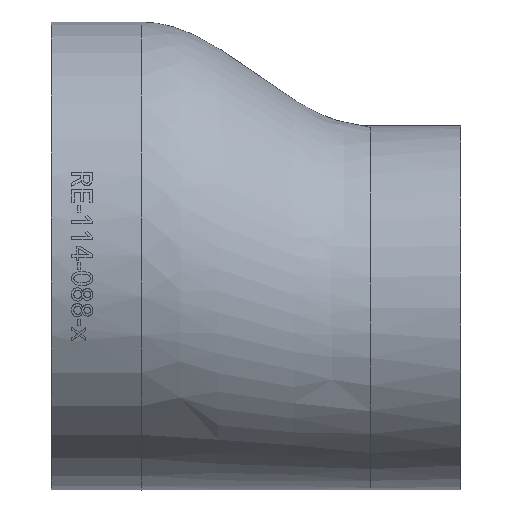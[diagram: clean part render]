
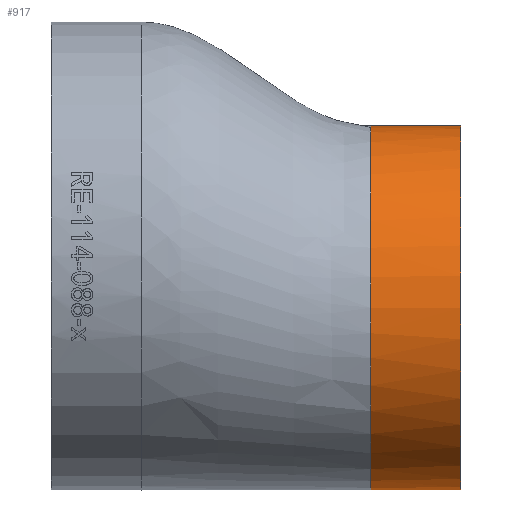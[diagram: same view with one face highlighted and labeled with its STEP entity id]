
A CAD part, top view. The second image highlights one B-rep face of the part: STEP entity #917.
In plain terms, the highlighted cylindrical face has radius 44.45 mm (diameter 88.9 mm), a full revolution.
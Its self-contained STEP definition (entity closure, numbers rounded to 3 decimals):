
#18 = CARTESIAN_POINT ( 'NONE',  ( 78., 18.773, 31.473 ) ) ;
#126 = CARTESIAN_POINT ( 'NONE',  ( 78., 4.627, 41.017 ) ) ;
#225 = CARTESIAN_POINT ( 'NONE',  ( 78., 26.441, 21.217 ) ) ;
#323 = CARTESIAN_POINT ( 'NONE',  ( 78., -55.217, -13.243 ) ) ;
#917 = ADVANCED_FACE ( 'NONE', ( #17925, #1253 ), #3988, .T. ) ;
#1043 = CARTESIAN_POINT ( 'NONE',  ( 78., 8.518, -39.141 ) ) ;
#1253 = FACE_OUTER_BOUND ( 'NONE', #7052, .T. ) ;
#1412 = ORIENTED_EDGE ( 'NONE', *, *, #1630, .T. ) ;
#1425 = CARTESIAN_POINT ( 'NONE',  ( 78., 26.441, -21.217 ) ) ;
#1528 = CARTESIAN_POINT ( 'NONE',  ( 78., -56.317, 8.975 ) ) ;
#1627 = CARTESIAN_POINT ( 'NONE',  ( 78., 30.917, 8.979 ) ) ;
#1630 = EDGE_CURVE ( 'NONE', #3487, #3487, #11708, .T. ) ;
#1730 = CARTESIAN_POINT ( 'NONE',  ( 78., 12.185, 36.91 ) ) ;
#2559 = CARTESIAN_POINT ( 'NONE',  ( 78., 21.646, -28.312 ) ) ;
#2584 = EDGE_CURVE ( 'NONE', #6545, #6545, #19622, .T. ) ;
#2852 = CARTESIAN_POINT ( 'NONE',  ( 78., 31.75, 0. ) ) ;
#3044 = CARTESIAN_POINT ( 'NONE',  ( 78., -53.717, -17.327 ) ) ;
#3243 = CARTESIAN_POINT ( 'NONE',  ( 78., -53.717, 17.327 ) ) ;
#3340 = CARTESIAN_POINT ( 'NONE',  ( 78., -30.027, 41.017 ) ) ;
#3444 = CARTESIAN_POINT ( 'NONE',  ( 78., 29.817, 13.241 ) ) ;
#3487 = VERTEX_POINT ( 'NONE', #18640 ) ;
#3988 = CYLINDRICAL_SURFACE ( 'NONE', #17586, 44.45 ) ;
#4262 = CARTESIAN_POINT ( 'NONE',  ( 78., 0.543, -42.517 ) ) ;
#4562 = CARTESIAN_POINT ( 'NONE',  ( 78., -56.994, 4.572 ) ) ;
#4768 = CARTESIAN_POINT ( 'NONE',  ( 78., -44.173, 31.473 ) ) ;
#4873 = CARTESIAN_POINT ( 'NONE',  ( 78., 31.75, 1.533 ) ) ;
#4977 = CARTESIAN_POINT ( 'NONE',  ( 78., -33.918, 39.141 ) ) ;
#5698 = CARTESIAN_POINT ( 'NONE',  ( 78., -17.272, -44.294 ) ) ;
#6016 = DIRECTION ( 'NONE',  ( 0., 0., 1. ) ) ;
#6086 = CARTESIAN_POINT ( 'NONE',  ( 78., -44.173, -31.473 ) ) ;
#6187 = CARTESIAN_POINT ( 'NONE',  ( 78., -25.943, -42.517 ) ) ;
#6295 = CARTESIAN_POINT ( 'NONE',  ( 78., -51.841, 21.218 ) ) ;
#6499 = CARTESIAN_POINT ( 'NONE',  ( 78., -41.012, 34.346 ) ) ;
#6545 = VERTEX_POINT ( 'NONE', #14076 ) ;
#7052 = EDGE_LOOP ( 'NONE', ( #14957 ) ) ;
#7222 = CARTESIAN_POINT ( 'NONE',  ( 78., -3.725, -43.617 ) ) ;
#7414 = CARTESIAN_POINT ( 'NONE',  ( 78., -8.128, -44.294 ) ) ;
#7611 = CARTESIAN_POINT ( 'NONE',  ( 78., 28.317, -17.328 ) ) ;
#7706 = CARTESIAN_POINT ( 'NONE',  ( 78., -55.217, 13.243 ) ) ;
#7808 = CARTESIAN_POINT ( 'NONE',  ( 78., 31.75, 0. ) ) ;
#7912 = CARTESIAN_POINT ( 'NONE',  ( 78., -33.918, -39.141 ) ) ;
#8846 = CARTESIAN_POINT ( 'NONE',  ( 78., 31.594, -4.564 ) ) ;
#9245 = CARTESIAN_POINT ( 'NONE',  ( 78., 21.646, 28.312 ) ) ;
#9270 = CARTESIAN_POINT ( 'NONE',  ( 74.827, -12.7, 0. ) ) ;
#9348 = CARTESIAN_POINT ( 'NONE',  ( 78., -41.012, -34.346 ) ) ;
#9446 = CARTESIAN_POINT ( 'NONE',  ( 78., -12.7, 44.528 ) ) ;
#9554 = CARTESIAN_POINT ( 'NONE',  ( 78., -3.725, 43.617 ) ) ;
#9655 = CARTESIAN_POINT ( 'NONE',  ( 78., -30.027, -41.017 ) ) ;
#10382 = CARTESIAN_POINT ( 'NONE',  ( 78., 30.917, -8.979 ) ) ;
#10771 = CARTESIAN_POINT ( 'NONE',  ( 78., 31.594, 4.564 ) ) ;
#10977 = CARTESIAN_POINT ( 'NONE',  ( 78., -37.585, 36.91 ) ) ;
#11081 = CARTESIAN_POINT ( 'NONE',  ( 78., -56.317, -8.975 ) ) ;
#11184 = CARTESIAN_POINT ( 'NONE',  ( 78., 8.518, 39.141 ) ) ;
#11708 = CIRCLE ( 'NONE', #12355, 44.45 ) ;
#11742 = DIRECTION ( 'NONE',  ( -1., 0., 0. ) ) ;
#11815 = CARTESIAN_POINT ( 'NONE',  ( 78., 18.773, -31.473 ) ) ;
#12313 = CARTESIAN_POINT ( 'NONE',  ( 78., -56.994, -4.572 ) ) ;
#12355 = AXIS2_PLACEMENT_3D ( 'NONE', #16811, #11742, #17939 ) ;
#12416 = CARTESIAN_POINT ( 'NONE',  ( 78., 24.21, 24.885 ) ) ;
#12515 = CARTESIAN_POINT ( 'NONE',  ( 78., -49.61, 24.885 ) ) ;
#13446 = CARTESIAN_POINT ( 'NONE',  ( 78., -12.7, -44.528 ) ) ;
#13540 = CARTESIAN_POINT ( 'NONE',  ( 78., 29.817, -13.241 ) ) ;
#14076 = CARTESIAN_POINT ( 'NONE',  ( 78., 31.75, 0. ) ) ;
#14135 = CARTESIAN_POINT ( 'NONE',  ( 78., 28.317, 17.328 ) ) ;
#14235 = CARTESIAN_POINT ( 'NONE',  ( 78., -51.841, -21.218 ) ) ;
#14557 = EDGE_LOOP ( 'NONE', ( #1412 ) ) ;
#14957 = ORIENTED_EDGE ( 'NONE', *, *, #2584, .F. ) ;
#14975 = CARTESIAN_POINT ( 'NONE',  ( 78., 12.185, -36.91 ) ) ;
#15368 = CARTESIAN_POINT ( 'NONE',  ( 78., 31.75, -1.533 ) ) ;
#15489 = DIRECTION ( 'NONE',  ( -1., 0., 0. ) ) ;
#15571 = CARTESIAN_POINT ( 'NONE',  ( 78., -49.61, -24.885 ) ) ;
#15671 = CARTESIAN_POINT ( 'NONE',  ( 78., 0.543, 42.517 ) ) ;
#15867 = CARTESIAN_POINT ( 'NONE',  ( 78., -8.128, 44.294 ) ) ;
#16682 = CARTESIAN_POINT ( 'NONE',  ( 78., 4.627, -41.017 ) ) ;
#16811 = CARTESIAN_POINT ( 'NONE',  ( 100., -12.7, 0. ) ) ;
#16978 = CARTESIAN_POINT ( 'NONE',  ( 78., -17.272, 44.294 ) ) ;
#17185 = CARTESIAN_POINT ( 'NONE',  ( 78., -21.675, 43.617 ) ) ;
#17285 = CARTESIAN_POINT ( 'NONE',  ( 78., -57.228, 0. ) ) ;
#17387 = CARTESIAN_POINT ( 'NONE',  ( 78., 15.612, 34.346 ) ) ;
#17586 = AXIS2_PLACEMENT_3D ( 'NONE', #9270, #15489, #6016 ) ;
#17925 = FACE_OUTER_BOUND ( 'NONE', #14557, .T. ) ;
#17939 = DIRECTION ( 'NONE',  ( 0., 0., 1. ) ) ;
#18006 = CARTESIAN_POINT ( 'NONE',  ( 78., 15.612, -34.346 ) ) ;
#18495 = CARTESIAN_POINT ( 'NONE',  ( 78., -25.943, 42.517 ) ) ;
#18640 = CARTESIAN_POINT ( 'NONE',  ( 100., -12.7, 44.45 ) ) ;
#18699 = CARTESIAN_POINT ( 'NONE',  ( 78., -47.046, 28.312 ) ) ;
#18797 = CARTESIAN_POINT ( 'NONE',  ( 78., -47.046, -28.312 ) ) ;
#18900 = CARTESIAN_POINT ( 'NONE',  ( 78., -37.585, -36.91 ) ) ;
#19520 = CARTESIAN_POINT ( 'NONE',  ( 78., 24.21, -24.885 ) ) ;
#19618 = CARTESIAN_POINT ( 'NONE',  ( 78., -21.675, -43.617 ) ) ;
#19622 = B_SPLINE_CURVE_WITH_KNOTS ( 'NONE', 3,
 ( #2852, #15368, #8846, #10382, #13540, #7611, #1425, #19520, #2559, #11815, #18006, #14975, #1043, #16682, #4262, #7222, #7414, #13446, #5698, #19618, #6187, #9655, #7912, #18900, #9348, #6086, #18797, #15571, #14235, #3044, #323, #11081, #12313, #17285, #4562, #1528, #7706, #3243, #6295, #12515, #18699, #4768, #6499, #10977, #4977, #3340, #18495, #17185, #16978, #9446, #15867, #9554, #15671, #126, #11184, #1730, #17387, #18, #9245, #12416, #225, #14135, #3444, #1627, #10771, #4873, #7808 ),
 .UNSPECIFIED., .T., .F.,
 ( 4, 1, 1, 1, 1, 1, 1, 1, 1, 1, 1, 1, 1, 1, 1, 1, 1, 1, 1, 1, 1, 1, 1, 1, 1, 1, 1, 1, 1, 1, 1, 1, 1, 1, 1, 1, 1, 1, 1, 1, 1, 1, 1, 1, 1, 1, 1, 1, 1, 1, 1, 1, 1, 1, 1, 1, 1, 1, 1, 1, 1, 1, 1, 1, 4 ),
 ( 0., 0.016, 0.031, 0.047, 0.063, 0.078, 0.094, 0.109, 0.125, 0.141, 0.156, 0.172, 0.188, 0.203, 0.219, 0.234, 0.25, 0.266, 0.281, 0.297, 0.313, 0.328, 0.344, 0.359, 0.375, 0.391, 0.406, 0.422, 0.438, 0.453, 0.469, 0.484, 0.5, 0.516, 0.531, 0.547, 0.563, 0.578, 0.594, 0.609, 0.625, 0.641, 0.656, 0.672, 0.688, 0.703, 0.719, 0.734, 0.75, 0.766, 0.781, 0.797, 0.813, 0.828, 0.844, 0.859, 0.875, 0.891, 0.906, 0.922, 0.938, 0.953, 0.969, 0.984, 1. ),
 .UNSPECIFIED. ) ;
